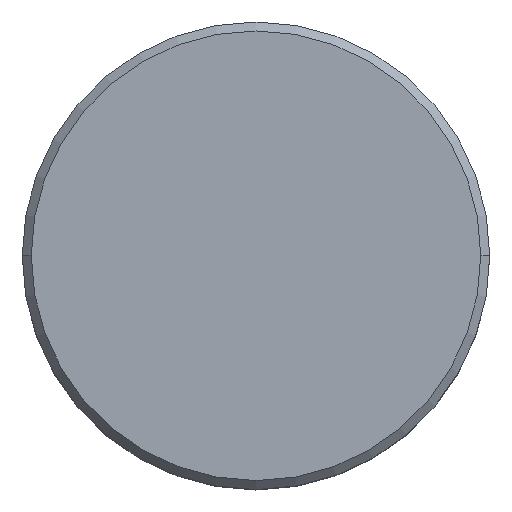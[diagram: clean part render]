
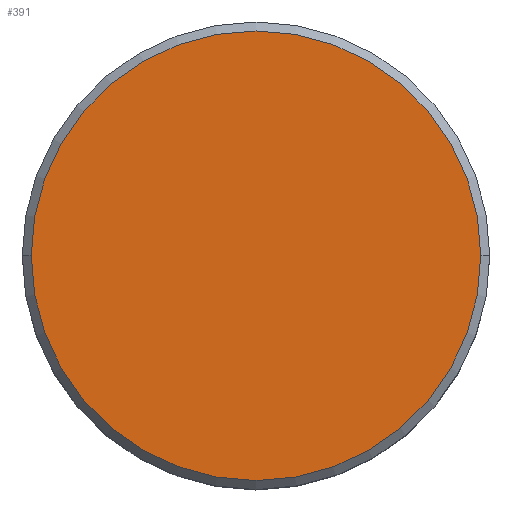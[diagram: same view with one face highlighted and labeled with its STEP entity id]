
A CAD part, top view. The second image highlights one B-rep face of the part: STEP entity #391.
In plain terms, the highlighted planar face has unit normal (0, 0, 1).
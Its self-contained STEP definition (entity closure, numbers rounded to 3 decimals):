
#8 = CIRCLE ( 'NONE', #444, 12.5 ) ;
#13 = CARTESIAN_POINT ( 'NONE',  ( -12.5, 0., 0. ) ) ;
#27 = FACE_OUTER_BOUND ( 'NONE', #397, .T. ) ;
#31 = ORIENTED_EDGE ( 'NONE', *, *, #180, .T. ) ;
#38 = CARTESIAN_POINT ( 'NONE',  ( 0., 0., 0. ) ) ;
#41 = EDGE_CURVE ( 'NONE', #418, #142, #249, .T. ) ;
#79 = DIRECTION ( 'NONE',  ( 0., 0., 1. ) ) ;
#107 = AXIS2_PLACEMENT_3D ( 'NONE', #38, #395, #430 ) ;
#128 = PLANE ( 'NONE',  #173 ) ;
#129 = DIRECTION ( 'NONE',  ( 0., 0., 1. ) ) ;
#137 = DIRECTION ( 'NONE',  ( 1., 0., 0. ) ) ;
#142 = VERTEX_POINT ( 'NONE', #13 ) ;
#155 = DIRECTION ( 'NONE',  ( 1., 0., 0. ) ) ;
#170 = CARTESIAN_POINT ( 'NONE',  ( 0., 0., 0. ) ) ;
#173 = AXIS2_PLACEMENT_3D ( 'NONE', #170, #129, #137 ) ;
#180 = EDGE_CURVE ( 'NONE', #142, #418, #8, .T. ) ;
#249 = CIRCLE ( 'NONE', #107, 12.5 ) ;
#289 = CARTESIAN_POINT ( 'NONE',  ( 12.5, 0., 0. ) ) ;
#391 = ADVANCED_FACE ( 'NONE', ( #27 ), #128, .T. ) ;
#395 = DIRECTION ( 'NONE',  ( 0., 0., 1. ) ) ;
#397 = EDGE_LOOP ( 'NONE', ( #31, #427 ) ) ;
#414 = CARTESIAN_POINT ( 'NONE',  ( 0., 0., 0. ) ) ;
#418 = VERTEX_POINT ( 'NONE', #289 ) ;
#427 = ORIENTED_EDGE ( 'NONE', *, *, #41, .T. ) ;
#430 = DIRECTION ( 'NONE',  ( 1., 0., 0. ) ) ;
#444 = AXIS2_PLACEMENT_3D ( 'NONE', #414, #79, #155 ) ;
